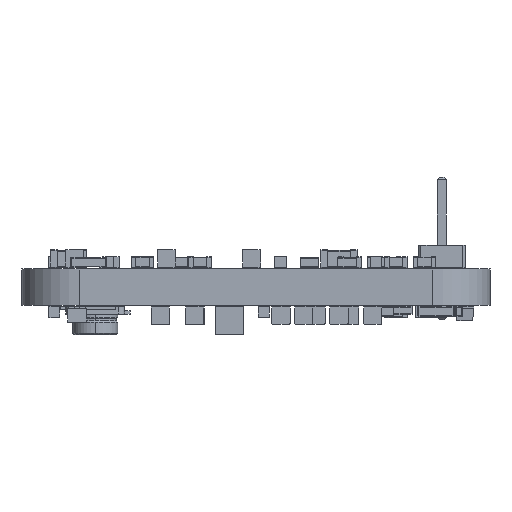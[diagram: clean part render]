
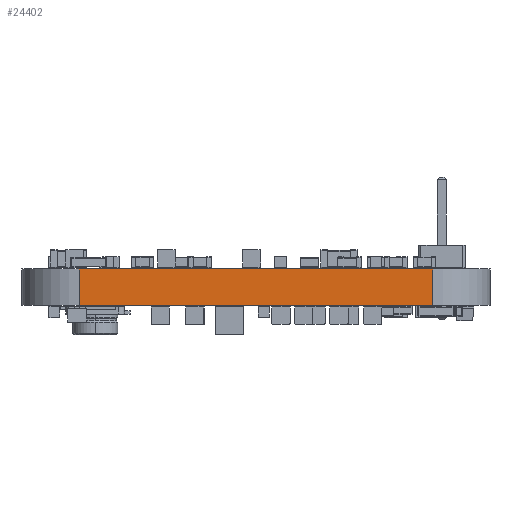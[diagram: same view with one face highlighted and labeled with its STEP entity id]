
A CAD part, front view. The second image highlights one B-rep face of the part: STEP entity #24402.
In plain terms, the highlighted planar face has unit normal (0, -1, 0).
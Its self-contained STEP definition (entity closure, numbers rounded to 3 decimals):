
#24219 = CYLINDRICAL_SURFACE('',#24220,2.54);
#24220 = AXIS2_PLACEMENT_3D('',#24221,#24222,#24223);
#24221 = CARTESIAN_POINT('',(140.945,-117.577,0.));
#24222 = DIRECTION('',(0.,0.,-1.));
#24223 = DIRECTION('',(1.,0.,0.));
#24244 = VERTEX_POINT('',#24245);
#24245 = CARTESIAN_POINT('',(140.945,-120.117,1.6));
#24260 = PLANE('',#24261);
#24261 = AXIS2_PLACEMENT_3D('',#24262,#24263,#24264);
#24262 = CARTESIAN_POINT('',(148.755,-105.131,1.6));
#24263 = DIRECTION('',(0.,0.,1.));
#24264 = DIRECTION('',(1.,0.,0.));
#24272 = EDGE_CURVE('',#24273,#24244,#24275,.T.);
#24273 = VERTEX_POINT('',#24274);
#24274 = CARTESIAN_POINT('',(140.945,-120.117,0.));
#24275 = SURFACE_CURVE('',#24276,(#24280,#24287),.PCURVE_S1.);
#24276 = LINE('',#24277,#24278);
#24277 = CARTESIAN_POINT('',(140.945,-120.117,0.));
#24278 = VECTOR('',#24279,1.);
#24279 = DIRECTION('',(0.,0.,1.));
#24280 = PCURVE('',#24219,#24281);
#24281 = DEFINITIONAL_REPRESENTATION('',(#24282),#24286);
#24282 = LINE('',#24283,#24284);
#24283 = CARTESIAN_POINT('',(-4.712,0.));
#24284 = VECTOR('',#24285,1.);
#24285 = DIRECTION('',(0.,-1.));
#24286 = ( GEOMETRIC_REPRESENTATION_CONTEXT(2) 
PARAMETRIC_REPRESENTATION_CONTEXT() REPRESENTATION_CONTEXT('2D SPACE',''
  ) );
#24287 = PCURVE('',#24288,#24293);
#24288 = PLANE('',#24289);
#24289 = AXIS2_PLACEMENT_3D('',#24290,#24291,#24292);
#24290 = CARTESIAN_POINT('',(156.566,-120.117,0.));
#24291 = DIRECTION('',(0.,-1.,0.));
#24292 = DIRECTION('',(-1.,0.,0.));
#24293 = DEFINITIONAL_REPRESENTATION('',(#24294),#24298);
#24294 = LINE('',#24295,#24296);
#24295 = CARTESIAN_POINT('',(15.621,0.));
#24296 = VECTOR('',#24297,1.);
#24297 = DIRECTION('',(0.,-1.));
#24298 = ( GEOMETRIC_REPRESENTATION_CONTEXT(2) 
PARAMETRIC_REPRESENTATION_CONTEXT() REPRESENTATION_CONTEXT('2D SPACE',''
  ) );
#24315 = PLANE('',#24316);
#24316 = AXIS2_PLACEMENT_3D('',#24317,#24318,#24319);
#24317 = CARTESIAN_POINT('',(148.755,-105.131,0.));
#24318 = DIRECTION('',(0.,0.,1.));
#24319 = DIRECTION('',(1.,0.,0.));
#24402 = ADVANCED_FACE('',(#24403),#24288,.T.);
#24403 = FACE_BOUND('',#24404,.T.);
#24404 = EDGE_LOOP('',(#24405,#24435,#24456,#24457));
#24405 = ORIENTED_EDGE('',*,*,#24406,.T.);
#24406 = EDGE_CURVE('',#24407,#24409,#24411,.T.);
#24407 = VERTEX_POINT('',#24408);
#24408 = CARTESIAN_POINT('',(156.566,-120.117,0.));
#24409 = VERTEX_POINT('',#24410);
#24410 = CARTESIAN_POINT('',(156.566,-120.117,1.6));
#24411 = SURFACE_CURVE('',#24412,(#24416,#24423),.PCURVE_S1.);
#24412 = LINE('',#24413,#24414);
#24413 = CARTESIAN_POINT('',(156.566,-120.117,0.));
#24414 = VECTOR('',#24415,1.);
#24415 = DIRECTION('',(0.,0.,1.));
#24416 = PCURVE('',#24288,#24417);
#24417 = DEFINITIONAL_REPRESENTATION('',(#24418),#24422);
#24418 = LINE('',#24419,#24420);
#24419 = CARTESIAN_POINT('',(0.,0.));
#24420 = VECTOR('',#24421,1.);
#24421 = DIRECTION('',(0.,-1.));
#24422 = ( GEOMETRIC_REPRESENTATION_CONTEXT(2) 
PARAMETRIC_REPRESENTATION_CONTEXT() REPRESENTATION_CONTEXT('2D SPACE',''
  ) );
#24423 = PCURVE('',#24424,#24429);
#24424 = CYLINDRICAL_SURFACE('',#24425,2.54);
#24425 = AXIS2_PLACEMENT_3D('',#24426,#24427,#24428);
#24426 = CARTESIAN_POINT('',(156.566,-117.577,0.));
#24427 = DIRECTION('',(0.,0.,-1.));
#24428 = DIRECTION('',(1.,0.,0.));
#24429 = DEFINITIONAL_REPRESENTATION('',(#24430),#24434);
#24430 = LINE('',#24431,#24432);
#24431 = CARTESIAN_POINT('',(-4.712,0.));
#24432 = VECTOR('',#24433,1.);
#24433 = DIRECTION('',(0.,-1.));
#24434 = ( GEOMETRIC_REPRESENTATION_CONTEXT(2) 
PARAMETRIC_REPRESENTATION_CONTEXT() REPRESENTATION_CONTEXT('2D SPACE',''
  ) );
#24435 = ORIENTED_EDGE('',*,*,#24436,.T.);
#24436 = EDGE_CURVE('',#24409,#24244,#24437,.T.);
#24437 = SURFACE_CURVE('',#24438,(#24442,#24449),.PCURVE_S1.);
#24438 = LINE('',#24439,#24440);
#24439 = CARTESIAN_POINT('',(156.566,-120.117,1.6));
#24440 = VECTOR('',#24441,1.);
#24441 = DIRECTION('',(-1.,0.,0.));
#24442 = PCURVE('',#24288,#24443);
#24443 = DEFINITIONAL_REPRESENTATION('',(#24444),#24448);
#24444 = LINE('',#24445,#24446);
#24445 = CARTESIAN_POINT('',(0.,-1.6));
#24446 = VECTOR('',#24447,1.);
#24447 = DIRECTION('',(1.,0.));
#24448 = ( GEOMETRIC_REPRESENTATION_CONTEXT(2) 
PARAMETRIC_REPRESENTATION_CONTEXT() REPRESENTATION_CONTEXT('2D SPACE',''
  ) );
#24449 = PCURVE('',#24260,#24450);
#24450 = DEFINITIONAL_REPRESENTATION('',(#24451),#24455);
#24451 = LINE('',#24452,#24453);
#24452 = CARTESIAN_POINT('',(7.811,-14.986));
#24453 = VECTOR('',#24454,1.);
#24454 = DIRECTION('',(-1.,0.));
#24455 = ( GEOMETRIC_REPRESENTATION_CONTEXT(2) 
PARAMETRIC_REPRESENTATION_CONTEXT() REPRESENTATION_CONTEXT('2D SPACE',''
  ) );
#24456 = ORIENTED_EDGE('',*,*,#24272,.F.);
#24457 = ORIENTED_EDGE('',*,*,#24458,.F.);
#24458 = EDGE_CURVE('',#24407,#24273,#24459,.T.);
#24459 = SURFACE_CURVE('',#24460,(#24464,#24471),.PCURVE_S1.);
#24460 = LINE('',#24461,#24462);
#24461 = CARTESIAN_POINT('',(156.566,-120.117,0.));
#24462 = VECTOR('',#24463,1.);
#24463 = DIRECTION('',(-1.,0.,0.));
#24464 = PCURVE('',#24288,#24465);
#24465 = DEFINITIONAL_REPRESENTATION('',(#24466),#24470);
#24466 = LINE('',#24467,#24468);
#24467 = CARTESIAN_POINT('',(0.,0.));
#24468 = VECTOR('',#24469,1.);
#24469 = DIRECTION('',(1.,0.));
#24470 = ( GEOMETRIC_REPRESENTATION_CONTEXT(2) 
PARAMETRIC_REPRESENTATION_CONTEXT() REPRESENTATION_CONTEXT('2D SPACE',''
  ) );
#24471 = PCURVE('',#24315,#24472);
#24472 = DEFINITIONAL_REPRESENTATION('',(#24473),#24477);
#24473 = LINE('',#24474,#24475);
#24474 = CARTESIAN_POINT('',(7.811,-14.986));
#24475 = VECTOR('',#24476,1.);
#24476 = DIRECTION('',(-1.,0.));
#24477 = ( GEOMETRIC_REPRESENTATION_CONTEXT(2) 
PARAMETRIC_REPRESENTATION_CONTEXT() REPRESENTATION_CONTEXT('2D SPACE',''
  ) );
